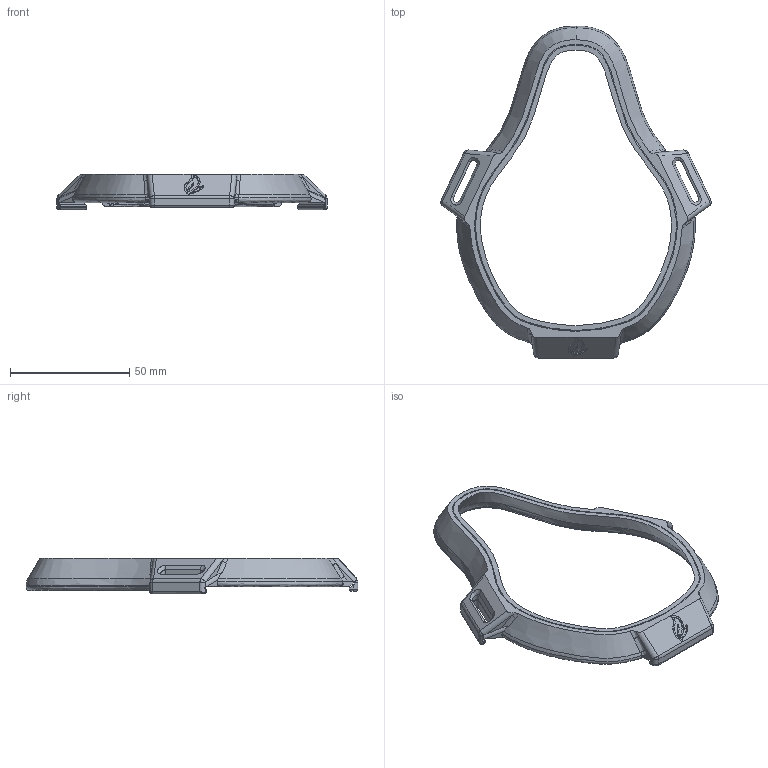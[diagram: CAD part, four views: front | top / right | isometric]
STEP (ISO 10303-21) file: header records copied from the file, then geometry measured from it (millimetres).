
FILE_DESCRIPTION(/* description */ (''),/* implementation_level */ '2;1');
FILE_NAME(/* name */ 'mask_base.step',/* time_stamp */ '2020-03-25T18:33:24+01:00',/* author */ (''),/* organization */ (''),/* preprocessor_version */ 'ST-DEVELOPER v18',/* originating_system */ 'Autodesk Translation Framework v8.12.0.6',/* authorisation */ '');
FILE_SCHEMA (('AUTOMOTIVE_DESIGN { 1 0 10303 214 3 1 1 }'));
Length unit declared in the file: millimetre
Products named in the file (1): mask_flat
Bounding box: 113.45 x 139.39 x 15 mm (x, y, z)
Volume: 21515.6 mm3; surface area: 24689 mm2
Topology: 2 solids, 2 shells, 317 faces, 833 edges, 518 vertices
Faces by surface type: bspline 186, plane 78, cylinder 43, sphere 6, torus 4
Entity records: 24239 total; most frequent: CARTESIAN_POINT 17751, ORIENTED_EDGE 1658, DIRECTION 905, EDGE_CURVE 829, VERTEX_POINT 518, EDGE_LOOP 331, AXIS2_PLACEMENT_3D 320, FACE_OUTER_BOUND 317
